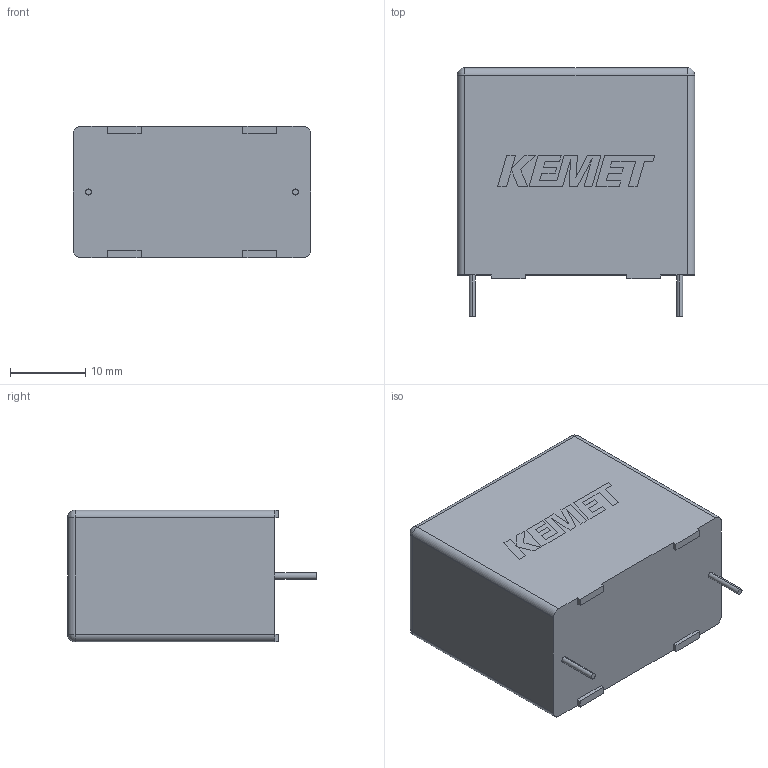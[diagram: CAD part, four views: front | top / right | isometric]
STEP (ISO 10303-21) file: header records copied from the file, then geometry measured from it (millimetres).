
FILE_DESCRIPTION(('STEP AP214'),'1');
FILE_NAME('phe840mz7220mf14r06l2.stp','2017-09-29T22:18:44',('TraceParts'),('TraceParts S.A.'),'Spatial InterOp 3D',' ',' ');
FILE_SCHEMA(('automotive_design'));
Length unit declared in the file: millimetre
Products named in the file (4): phe840mz7220mf14r06l2_1; phe840mz7220mf14r06l2_2; phe840mz7220mf14r06l2_3; phe840mz7220mf14r06l2_4
Bounding box: 31.5 x 33 x 17.5 mm (x, y, z)
Volume: 15130 mm3; surface area: 3858.1 mm2
Topology: 4 solids, 4 shells, 97 faces, 253 edges, 162 vertices
Faces by surface type: plane 81, cylinder 12, sphere 4
Entity records: 3761 total; most frequent: CARTESIAN_POINT 512, ORIENTED_EDGE 498, DIRECTION 475, EDGE_CURVE 249, LINE 225, VECTOR 225, VERTEX_POINT 162, AXIS2_PLACEMENT_3D 125
